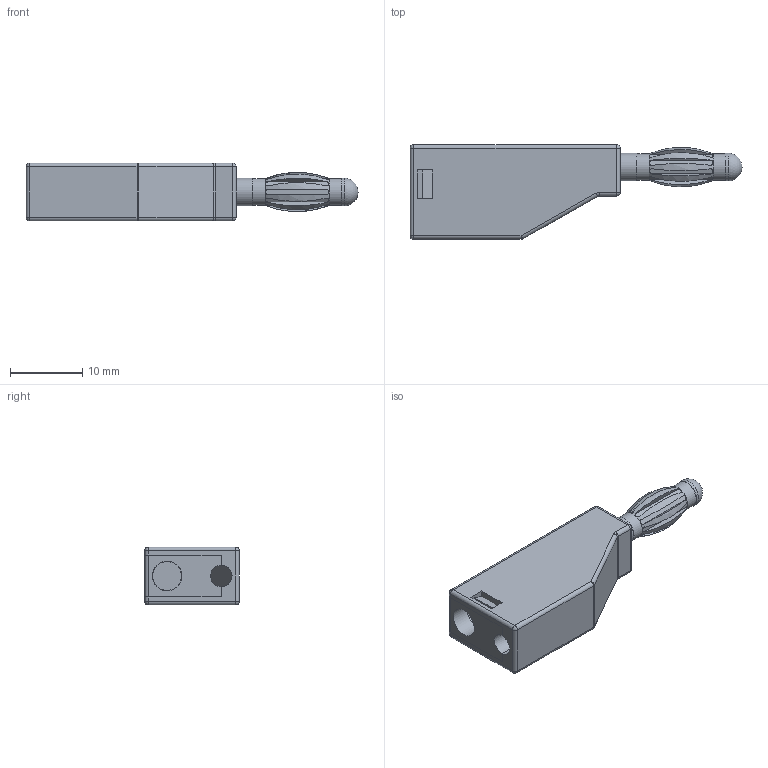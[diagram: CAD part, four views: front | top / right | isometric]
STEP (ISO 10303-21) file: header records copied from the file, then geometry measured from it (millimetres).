
FILE_DESCRIPTION((''),'2;1');
FILE_NAME('4mm Banana Connector - SCI R8-19.stp','2011-12-23T09:45:49',('sdarley'),(''),'Autodesk Inventor 2011','Autodesk Inventor 2011','');
FILE_SCHEMA(('AUTOMOTIVE_DESIGN { 1 0 10303 214 1 1 1 1 }'));
Length unit declared in the file: millimetre
Products named in the file (4): 4mm Banana Connector - SCI R8-19; 4mm Banana Connector PVC Handle; 4mm Banana Connect PVC Handle Cap; 4mm Banana Connector Pin
Assembly tree (3 placements, depth 2):
  4mm Banana Connector - SCI R8-19
    4mm Banana Connector PVC Handle
    4mm Banana Connect PVC Handle Cap
    4mm Banana Connector Pin
Bounding box: 45.97 x 13.1 x 8 mm (x, y, z)
Volume: 2071.4 mm3; surface area: 3289.8 mm2
Topology: 3 solids, 3 shells, 156 faces, 385 edges, 239 vertices
Faces by surface type: plane 83, cylinder 59, sphere 11, torus 2, bspline 1
Full cylindrical faces by diameter (mm): 1.25 x1, 2 x1, 3.7 x2, 3.85 x2, 4 x1, 4.1 x2, 5 x2, 5.3 x1
Entity records: 5348 total; most frequent: CARTESIAN_POINT 1690, DIRECTION 728, ORIENTED_EDGE 710, EDGE_CURVE 355, AXIS2_PLACEMENT_3D 260, VERTEX_POINT 232, VECTOR 208, LINE 208
